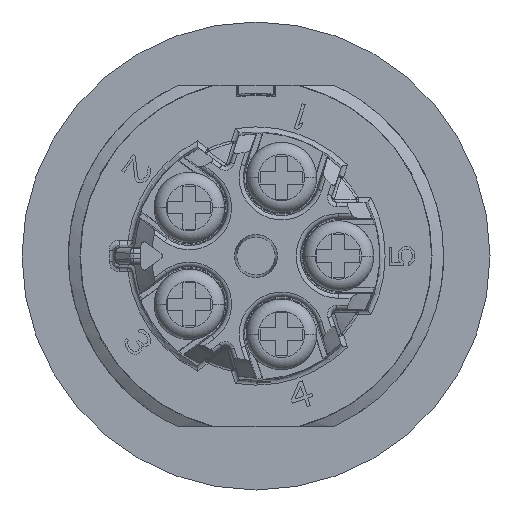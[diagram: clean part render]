
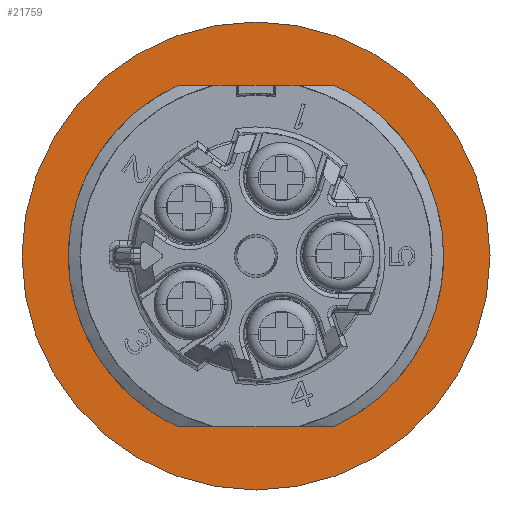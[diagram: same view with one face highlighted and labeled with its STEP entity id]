
A CAD part, front view. The second image highlights one B-rep face of the part: STEP entity #21759.
In plain terms, the highlighted planar face has unit normal (0, -1, 0).
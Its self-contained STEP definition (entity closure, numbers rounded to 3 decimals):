
#39=CARTESIAN_POINT('',(0.,-1.5,0.));
#40=DIRECTION('',(0.,-1.,0.));
#41=DIRECTION('',(0.,0.,1.));
#42=AXIS2_PLACEMENT_3D('',#39,#40,#41);
#44=CARTESIAN_POINT('',(0.,-1.5,0.));
#45=DIRECTION('',(0.,1.,0.));
#46=DIRECTION('',(0.,0.,1.));
#47=AXIS2_PLACEMENT_3D('',#44,#45,#46);
#49=DIRECTION('',(-1.,0.,0.));
#50=VECTOR('',#49,4.01);
#51=CARTESIAN_POINT('',(2.005,-1.5,-9.95));
#52=LINE('',#51,#50);
#53=DIRECTION('',(1.,0.,0.));
#54=VECTOR('',#53,4.01);
#55=CARTESIAN_POINT('',(-2.005,-1.5,9.95));
#56=LINE('',#55,#54);
#140=CARTESIAN_POINT('',(0.,-1.5,0.));
#141=DIRECTION('',(0.,1.,0.));
#142=DIRECTION('',(-0.198,0.,-0.98));
#143=AXIS2_PLACEMENT_3D('',#140,#141,#142);
#8828=CARTESIAN_POINT('',(0.,-1.5,0.));
#8829=DIRECTION('',(0.,1.,0.));
#8830=DIRECTION('',(0.198,0.,0.98));
#8831=AXIS2_PLACEMENT_3D('',#8828,#8829,#8830);
#19820=CARTESIAN_POINT('',(0.,-1.5,13.625));
#19821=VERTEX_POINT('',#19820);
#19822=CARTESIAN_POINT('',(0.,-1.5,-13.625));
#19823=VERTEX_POINT('',#19822);
#19825=CARTESIAN_POINT('',(-2.005,-1.5,-9.95));
#19826=CARTESIAN_POINT('',(-2.005,-1.5,9.95));
#19827=VERTEX_POINT('',#19825);
#19828=VERTEX_POINT('',#19826);
#19829=CARTESIAN_POINT('',(2.005,-1.5,9.95));
#19830=CARTESIAN_POINT('',(2.005,-1.5,-9.95));
#19831=VERTEX_POINT('',#19829);
#19832=VERTEX_POINT('',#19830);
#21740=CARTESIAN_POINT('',(0.,-1.5,0.));
#21741=DIRECTION('',(0.,-1.,0.));
#21742=DIRECTION('',(0.,0.,1.));
#21743=AXIS2_PLACEMENT_3D('',#21740,#21741,#21742);
#21744=PLANE('',#21743);
#21745=ORIENTED_EDGE('',*,*,#21719,.F.);
#21746=ORIENTED_EDGE('',*,*,#21735,.T.);
#21747=EDGE_LOOP('',(#21745,#21746));
#21748=FACE_OUTER_BOUND('',#21747,.F.);
#21750=ORIENTED_EDGE('',*,*,#21749,.F.);
#21752=ORIENTED_EDGE('',*,*,#21751,.F.);
#21754=ORIENTED_EDGE('',*,*,#21753,.F.);
#21756=ORIENTED_EDGE('',*,*,#21755,.F.);
#21757=EDGE_LOOP('',(#21750,#21752,#21754,#21756));
#21758=FACE_BOUND('',#21757,.F.);
#21759=ADVANCED_FACE('',(#21748,#21758),#21744,.T.);
#43=CIRCLE('',#42,13.625);
#48=CIRCLE('',#47,13.625);
#144=CIRCLE('',#143,10.15);
#8832=CIRCLE('',#8831,10.15);
#21719=EDGE_CURVE('',#19821,#19823,#43,.T.);
#21735=EDGE_CURVE('',#19821,#19823,#48,.T.);
#21749=EDGE_CURVE('',#19827,#19828,#144,.T.);
#21751=EDGE_CURVE('',#19832,#19827,#52,.T.);
#21753=EDGE_CURVE('',#19831,#19832,#8832,.T.);
#21755=EDGE_CURVE('',#19828,#19831,#56,.T.);
